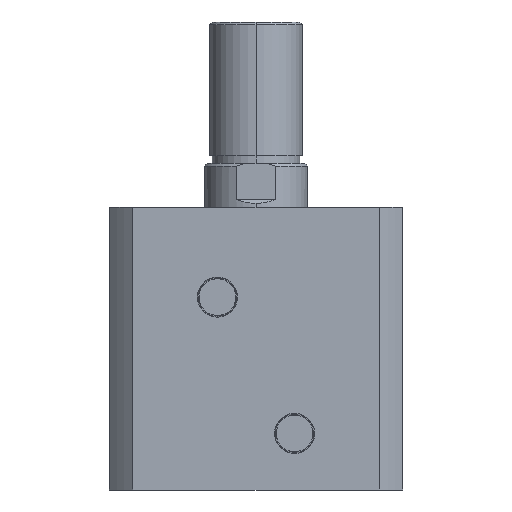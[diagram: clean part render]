
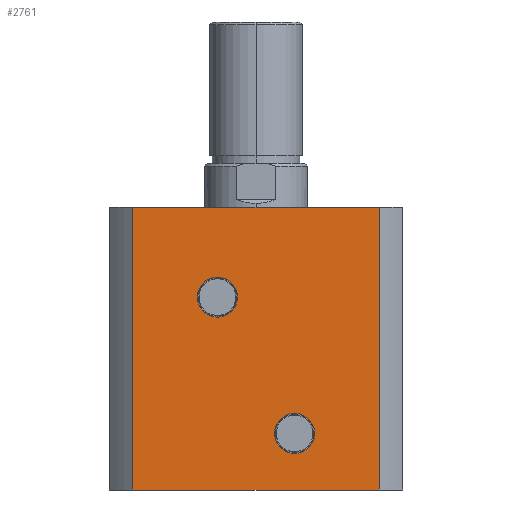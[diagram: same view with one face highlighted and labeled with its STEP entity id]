
A CAD part, left-side view. The second image highlights one B-rep face of the part: STEP entity #2761.
In plain terms, the highlighted planar face has unit normal (-1, 0, 0).
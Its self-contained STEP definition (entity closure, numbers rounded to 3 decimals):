
#343 = CIRCLE ( 'NONE', #1378, 7.797 ) ;
#390 = DIRECTION ( 'NONE',  ( 1., 0., 0. ) ) ;
#396 = CARTESIAN_POINT ( 'NONE',  ( -57., 0., 110. ) ) ;
#398 = PLANE ( 'NONE',  #1534 ) ;
#400 = DIRECTION ( 'NONE',  ( 0., 1., 0. ) ) ;
#685 = CARTESIAN_POINT ( 'NONE',  ( -57., -47.971, 110. ) ) ;
#688 = CARTESIAN_POINT ( 'NONE',  ( -57., 47.971, 0. ) ) ;
#692 = CARTESIAN_POINT ( 'NONE',  ( -57., -47.971, 0. ) ) ;
#695 = CARTESIAN_POINT ( 'NONE',  ( -57., 47.971, 110. ) ) ;
#739 = CARTESIAN_POINT ( 'NONE',  ( -57., 15., 67.203 ) ) ;
#741 = CARTESIAN_POINT ( 'NONE',  ( -57., 15., 82.797 ) ) ;
#783 = CARTESIAN_POINT ( 'NONE',  ( -57., -15., 29.797 ) ) ;
#789 = CARTESIAN_POINT ( 'NONE',  ( -57., -15., 14.203 ) ) ;
#1080 = EDGE_CURVE ( 'NONE', #3061, #3063, #343, .T. ) ;
#1207 = EDGE_CURVE ( 'NONE', #3017, #3008, #1865, .T. ) ;
#1209 = EDGE_CURVE ( 'NONE', #3697, #3703, #1868, .T. ) ;
#1210 = EDGE_CURVE ( 'NONE', #3063, #3061, #1866, .T. ) ;
#1211 = EDGE_CURVE ( 'NONE', #3008, #3012, #1870, .T. ) ;
#1212 = EDGE_CURVE ( 'NONE', #3014, #3012, #1871, .T. ) ;
#1213 = EDGE_CURVE ( 'NONE', #3017, #3014, #1869, .T. ) ;
#1373 = EDGE_CURVE ( 'NONE', #3703, #3697, #2081, .T. ) ;
#1378 = AXIS2_PLACEMENT_3D ( 'NONE', #2946, #2868, #2857 ) ;
#1428 = AXIS2_PLACEMENT_3D ( 'NONE', #3606, #3634, #3632 ) ;
#1429 = AXIS2_PLACEMENT_3D ( 'NONE', #3629, #3628, #3627 ) ;
#1498 = AXIS2_PLACEMENT_3D ( 'NONE', #2633, #2634, #2635 ) ;
#1534 = AXIS2_PLACEMENT_3D ( 'NONE', #396, #390, #400 ) ;
#1865 = LINE ( 'NONE', #3566, #1867 ) ;
#1866 = CIRCLE ( 'NONE', #1429, 7.797 ) ;
#1867 = VECTOR ( 'NONE', #3573, 1000. ) ;
#1868 = CIRCLE ( 'NONE', #1428, 7.797 ) ;
#1869 = LINE ( 'NONE', #3630, #1876 ) ;
#1870 = LINE ( 'NONE', #3563, #1872 ) ;
#1871 = LINE ( 'NONE', #3626, #1874 ) ;
#1872 = VECTOR ( 'NONE', #3621, 1000. ) ;
#1874 = VECTOR ( 'NONE', #3624, 1000. ) ;
#1876 = VECTOR ( 'NONE', #3623, 1000. ) ;
#2081 = CIRCLE ( 'NONE', #1498, 7.797 ) ;
#2122 = FACE_BOUND ( 'NONE', #3192, .T. ) ;
#2123 = FACE_OUTER_BOUND ( 'NONE', #3214, .T. ) ;
#2125 = FACE_BOUND ( 'NONE', #3193, .T. ) ;
#2633 = CARTESIAN_POINT ( 'NONE',  ( -57., -15., 22. ) ) ;
#2634 = DIRECTION ( 'NONE',  ( -1., 0., 0. ) ) ;
#2635 = DIRECTION ( 'NONE',  ( 0., 0., 1. ) ) ;
#2761 = ADVANCED_FACE ( 'NONE', ( #2122, #2125, #2123 ), #398, .F. ) ;
#2857 = DIRECTION ( 'NONE',  ( 0., 0., 1. ) ) ;
#2868 = DIRECTION ( 'NONE',  ( -1., 0., 0. ) ) ;
#2946 = CARTESIAN_POINT ( 'NONE',  ( -57., 15., 75. ) ) ;
#3008 = VERTEX_POINT ( 'NONE', #688 ) ;
#3012 = VERTEX_POINT ( 'NONE', #692 ) ;
#3014 = VERTEX_POINT ( 'NONE', #685 ) ;
#3017 = VERTEX_POINT ( 'NONE', #695 ) ;
#3061 = VERTEX_POINT ( 'NONE', #739 ) ;
#3063 = VERTEX_POINT ( 'NONE', #741 ) ;
#3192 = EDGE_LOOP ( 'NONE', ( #3238, #3298 ) ) ;
#3193 = EDGE_LOOP ( 'NONE', ( #3299, #3300 ) ) ;
#3214 = EDGE_LOOP ( 'NONE', ( #3301, #3297, #3267, #3269 ) ) ;
#3238 = ORIENTED_EDGE ( 'NONE', *, *, #1209, .F. ) ;
#3267 = ORIENTED_EDGE ( 'NONE', *, *, #1213, .F. ) ;
#3269 = ORIENTED_EDGE ( 'NONE', *, *, #1207, .T. ) ;
#3297 = ORIENTED_EDGE ( 'NONE', *, *, #1212, .F. ) ;
#3298 = ORIENTED_EDGE ( 'NONE', *, *, #1373, .F. ) ;
#3299 = ORIENTED_EDGE ( 'NONE', *, *, #1210, .F. ) ;
#3300 = ORIENTED_EDGE ( 'NONE', *, *, #1080, .F. ) ;
#3301 = ORIENTED_EDGE ( 'NONE', *, *, #1211, .T. ) ;
#3563 = CARTESIAN_POINT ( 'NONE',  ( -57., 0., 0. ) ) ;
#3566 = CARTESIAN_POINT ( 'NONE',  ( -57., 47.971, 110. ) ) ;
#3573 = DIRECTION ( 'NONE',  ( 0., 0., -1. ) ) ;
#3606 = CARTESIAN_POINT ( 'NONE',  ( -57., -15., 22. ) ) ;
#3621 = DIRECTION ( 'NONE',  ( 0., -1., 0. ) ) ;
#3623 = DIRECTION ( 'NONE',  ( 0., -1., 0. ) ) ;
#3624 = DIRECTION ( 'NONE',  ( 0., 0., -1. ) ) ;
#3626 = CARTESIAN_POINT ( 'NONE',  ( -57., -47.971, 110. ) ) ;
#3627 = DIRECTION ( 'NONE',  ( 0., 0., 1. ) ) ;
#3628 = DIRECTION ( 'NONE',  ( -1., 0., 0. ) ) ;
#3629 = CARTESIAN_POINT ( 'NONE',  ( -57., 15., 75. ) ) ;
#3630 = CARTESIAN_POINT ( 'NONE',  ( -57., 0., 110. ) ) ;
#3632 = DIRECTION ( 'NONE',  ( 0., 0., 1. ) ) ;
#3634 = DIRECTION ( 'NONE',  ( -1., 0., 0. ) ) ;
#3697 = VERTEX_POINT ( 'NONE', #783 ) ;
#3703 = VERTEX_POINT ( 'NONE', #789 ) ;
